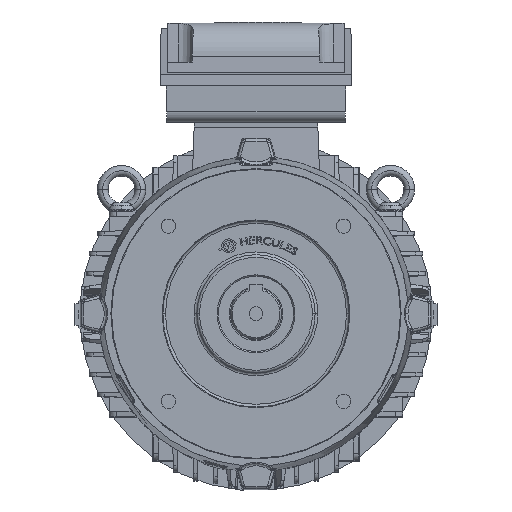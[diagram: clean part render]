
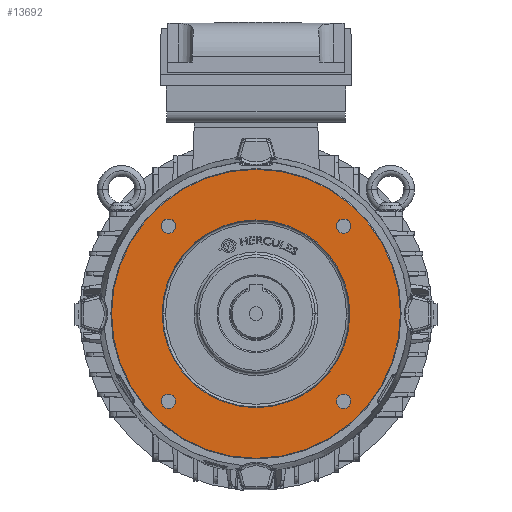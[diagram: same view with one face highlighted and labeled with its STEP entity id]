
A CAD part, top view. The second image highlights one B-rep face of the part: STEP entity #13692.
In plain terms, the highlighted planar face has unit normal (0, 0, 1).
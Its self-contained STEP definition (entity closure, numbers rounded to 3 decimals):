
#332 = DIRECTION ( 'NONE',  ( 0., 0., -1. ) ) ;
#420 = EDGE_CURVE ( 'NONE', #78772, #57318, #45217, .T. ) ;
#701 = CARTESIAN_POINT ( 'NONE',  ( 107.45, 0., 62.5 ) ) ;
#1120 = DIRECTION ( 'NONE',  ( -1., 0., 0. ) ) ;
#1157 = VERTEX_POINT ( 'NONE', #701 ) ;
#1376 = DIRECTION ( 'NONE',  ( -1., 0., 0. ) ) ;
#1483 = DIRECTION ( 'NONE',  ( 0., 0., 1. ) ) ;
#1668 = CARTESIAN_POINT ( 'NONE',  ( -59.766, 65.125, 62.5 ) ) ;
#2492 = DIRECTION ( 'NONE',  ( -1., 0., 0. ) ) ;
#2543 = EDGE_LOOP ( 'NONE', ( #32669, #41898 ) ) ;
#5953 = DIRECTION ( 'NONE',  ( 0., 0., -1. ) ) ;
#6300 = CARTESIAN_POINT ( 'NONE',  ( -70.483, -65.125, 62.5 ) ) ;
#7006 = VERTEX_POINT ( 'NONE', #9562 ) ;
#7094 = FACE_BOUND ( 'NONE', #50505, .T. ) ;
#9562 = CARTESIAN_POINT ( 'NONE',  ( -70.483, 65.125, 62.5 ) ) ;
#10022 = AXIS2_PLACEMENT_3D ( 'NONE', #69996, #12579, #32269 ) ;
#10273 = ORIENTED_EDGE ( 'NONE', *, *, #27976, .T. ) ;
#12579 = DIRECTION ( 'NONE',  ( 0., 0., -1. ) ) ;
#13461 = CIRCLE ( 'NONE', #60307, 5.358 ) ;
#13636 = CARTESIAN_POINT ( 'NONE',  ( 0., 0., 62.5 ) ) ;
#13692 = ADVANCED_FACE ( 'NONE', ( #37723, #7094, #13809, #56586, #63276, #82573 ), #18862, .F. ) ;
#13802 = DIRECTION ( 'NONE',  ( 0., 0., 1. ) ) ;
#13809 = FACE_BOUND ( 'NONE', #46574, .T. ) ;
#13926 = DIRECTION ( 'NONE',  ( 0., 0., -1. ) ) ;
#14344 = CARTESIAN_POINT ( 'NONE',  ( -59.766, -65.125, 62.5 ) ) ;
#14358 = EDGE_CURVE ( 'NONE', #79962, #7006, #48921, .T. ) ;
#16199 = CARTESIAN_POINT ( 'NONE',  ( 69.781, 0., 62.5 ) ) ;
#16410 = AXIS2_PLACEMENT_3D ( 'NONE', #78425, #26442, #64554 ) ;
#17332 = CIRCLE ( 'NONE', #64155, 5.358 ) ;
#18862 = PLANE ( 'NONE',  #10022 ) ;
#19237 = CARTESIAN_POINT ( 'NONE',  ( 70.483, -65.125, 62.5 ) ) ;
#20292 = CARTESIAN_POINT ( 'NONE',  ( 59.766, 65.125, 62.5 ) ) ;
#20441 = EDGE_LOOP ( 'NONE', ( #25466, #23973 ) ) ;
#20808 = DIRECTION ( 'NONE',  ( 0., 0., -1. ) ) ;
#21225 = CARTESIAN_POINT ( 'NONE',  ( -65.125, 65.125, 62.5 ) ) ;
#21739 = DIRECTION ( 'NONE',  ( 0., 0., -1. ) ) ;
#22144 = CARTESIAN_POINT ( 'NONE',  ( -69.781, 0., 62.5 ) ) ;
#23973 = ORIENTED_EDGE ( 'NONE', *, *, #38722, .T. ) ;
#24781 = VERTEX_POINT ( 'NONE', #14344 ) ;
#25072 = DIRECTION ( 'NONE',  ( -1., 0., 0. ) ) ;
#25466 = ORIENTED_EDGE ( 'NONE', *, *, #60939, .T. ) ;
#26442 = DIRECTION ( 'NONE',  ( 0., 0., -1. ) ) ;
#26814 = CIRCLE ( 'NONE', #44148, 107.45 ) ;
#27361 = CIRCLE ( 'NONE', #46151, 5.358 ) ;
#27976 = EDGE_CURVE ( 'NONE', #78915, #66824, #69566, .T. ) ;
#29251 = CARTESIAN_POINT ( 'NONE',  ( 59.766, -65.125, 62.5 ) ) ;
#31156 = CARTESIAN_POINT ( 'NONE',  ( -65.125, 65.125, 62.5 ) ) ;
#31460 = CIRCLE ( 'NONE', #66240, 5.358 ) ;
#32269 = DIRECTION ( 'NONE',  ( -1., 0., 0. ) ) ;
#32669 = ORIENTED_EDGE ( 'NONE', *, *, #55352, .T. ) ;
#33422 = AXIS2_PLACEMENT_3D ( 'NONE', #57724, #332, #25072 ) ;
#34264 = EDGE_CURVE ( 'NONE', #57318, #78772, #72674, .T. ) ;
#34859 = CARTESIAN_POINT ( 'NONE',  ( 0., 0., 62.5 ) ) ;
#35501 = AXIS2_PLACEMENT_3D ( 'NONE', #39769, #13802, #2492 ) ;
#37075 = EDGE_CURVE ( 'NONE', #7006, #79962, #27361, .T. ) ;
#37151 = ORIENTED_EDGE ( 'NONE', *, *, #69873, .T. ) ;
#37723 = FACE_OUTER_BOUND ( 'NONE', #38405, .T. ) ;
#37763 = DIRECTION ( 'NONE',  ( -1., 0., 0. ) ) ;
#38405 = EDGE_LOOP ( 'NONE', ( #67792, #57613 ) ) ;
#38722 = EDGE_CURVE ( 'NONE', #24781, #54114, #46077, .T. ) ;
#39769 = CARTESIAN_POINT ( 'NONE',  ( 0., 0., 62.5 ) ) ;
#40773 = ORIENTED_EDGE ( 'NONE', *, *, #34264, .T. ) ;
#40869 = AXIS2_PLACEMENT_3D ( 'NONE', #44004, #44420, #51134 ) ;
#41898 = ORIENTED_EDGE ( 'NONE', *, *, #44194, .T. ) ;
#42243 = CIRCLE ( 'NONE', #40869, 5.358 ) ;
#43234 = ORIENTED_EDGE ( 'NONE', *, *, #37075, .T. ) ;
#43703 = DIRECTION ( 'NONE',  ( -1., 0., 0. ) ) ;
#44004 = CARTESIAN_POINT ( 'NONE',  ( -65.125, -65.125, 62.5 ) ) ;
#44148 = AXIS2_PLACEMENT_3D ( 'NONE', #13636, #1483, #52187 ) ;
#44194 = EDGE_CURVE ( 'NONE', #78611, #77244, #31460, .T. ) ;
#44420 = DIRECTION ( 'NONE',  ( 0., 0., -1. ) ) ;
#45217 = CIRCLE ( 'NONE', #46604, 69.781 ) ;
#46077 = CIRCLE ( 'NONE', #56752, 5.358 ) ;
#46151 = AXIS2_PLACEMENT_3D ( 'NONE', #21225, #20808, #1120 ) ;
#46574 = EDGE_LOOP ( 'NONE', ( #43234, #72819 ) ) ;
#46604 = AXIS2_PLACEMENT_3D ( 'NONE', #34859, #80134, #61625 ) ;
#48921 = CIRCLE ( 'NONE', #71640, 5.358 ) ;
#50505 = EDGE_LOOP ( 'NONE', ( #10273, #37151 ) ) ;
#50767 = DIRECTION ( 'NONE',  ( 0., 0., -1. ) ) ;
#51134 = DIRECTION ( 'NONE',  ( -1., 0., 0. ) ) ;
#52187 = DIRECTION ( 'NONE',  ( -1., 0., 0. ) ) ;
#52775 = CARTESIAN_POINT ( 'NONE',  ( 65.125, 65.125, 62.5 ) ) ;
#54114 = VERTEX_POINT ( 'NONE', #6300 ) ;
#54262 = CARTESIAN_POINT ( 'NONE',  ( 70.483, 65.125, 62.5 ) ) ;
#55352 = EDGE_CURVE ( 'NONE', #77244, #78611, #17332, .T. ) ;
#55816 = CARTESIAN_POINT ( 'NONE',  ( -107.45, 0., 62.5 ) ) ;
#56586 = FACE_BOUND ( 'NONE', #20441, .T. ) ;
#56723 = DIRECTION ( 'NONE',  ( 0., 0., -1. ) ) ;
#56752 = AXIS2_PLACEMENT_3D ( 'NONE', #76401, #5953, #43703 ) ;
#57318 = VERTEX_POINT ( 'NONE', #16199 ) ;
#57613 = ORIENTED_EDGE ( 'NONE', *, *, #58203, .T. ) ;
#57724 = CARTESIAN_POINT ( 'NONE',  ( 65.125, 65.125, 62.5 ) ) ;
#58203 = EDGE_CURVE ( 'NONE', #1157, #75522, #79694, .T. ) ;
#60302 = DIRECTION ( 'NONE',  ( -1., 0., 0. ) ) ;
#60307 = AXIS2_PLACEMENT_3D ( 'NONE', #52775, #21739, #60302 ) ;
#60939 = EDGE_CURVE ( 'NONE', #54114, #24781, #42243, .T. ) ;
#61625 = DIRECTION ( 'NONE',  ( -1., 0., 0. ) ) ;
#63026 = CARTESIAN_POINT ( 'NONE',  ( 65.125, -65.125, 62.5 ) ) ;
#63220 = ORIENTED_EDGE ( 'NONE', *, *, #420, .T. ) ;
#63276 = FACE_BOUND ( 'NONE', #2543, .T. ) ;
#64155 = AXIS2_PLACEMENT_3D ( 'NONE', #63026, #56723, #82309 ) ;
#64554 = DIRECTION ( 'NONE',  ( -1., 0., 0. ) ) ;
#66240 = AXIS2_PLACEMENT_3D ( 'NONE', #75530, #50767, #37763 ) ;
#66739 = EDGE_CURVE ( 'NONE', #75522, #1157, #26814, .T. ) ;
#66824 = VERTEX_POINT ( 'NONE', #54262 ) ;
#67792 = ORIENTED_EDGE ( 'NONE', *, *, #66739, .T. ) ;
#69566 = CIRCLE ( 'NONE', #33422, 5.358 ) ;
#69873 = EDGE_CURVE ( 'NONE', #66824, #78915, #13461, .T. ) ;
#69996 = CARTESIAN_POINT ( 'NONE',  ( 0., 107.95, 62.5 ) ) ;
#71640 = AXIS2_PLACEMENT_3D ( 'NONE', #31156, #13926, #1376 ) ;
#72674 = CIRCLE ( 'NONE', #16410, 69.781 ) ;
#72819 = ORIENTED_EDGE ( 'NONE', *, *, #14358, .T. ) ;
#75522 = VERTEX_POINT ( 'NONE', #55816 ) ;
#75530 = CARTESIAN_POINT ( 'NONE',  ( 65.125, -65.125, 62.5 ) ) ;
#76401 = CARTESIAN_POINT ( 'NONE',  ( -65.125, -65.125, 62.5 ) ) ;
#77244 = VERTEX_POINT ( 'NONE', #29251 ) ;
#78425 = CARTESIAN_POINT ( 'NONE',  ( 0., 0., 62.5 ) ) ;
#78611 = VERTEX_POINT ( 'NONE', #19237 ) ;
#78772 = VERTEX_POINT ( 'NONE', #22144 ) ;
#78915 = VERTEX_POINT ( 'NONE', #20292 ) ;
#79694 = CIRCLE ( 'NONE', #35501, 107.45 ) ;
#79962 = VERTEX_POINT ( 'NONE', #1668 ) ;
#80134 = DIRECTION ( 'NONE',  ( 0., 0., -1. ) ) ;
#81472 = EDGE_LOOP ( 'NONE', ( #40773, #63220 ) ) ;
#82309 = DIRECTION ( 'NONE',  ( -1., 0., 0. ) ) ;
#82573 = FACE_BOUND ( 'NONE', #81472, .T. ) ;
